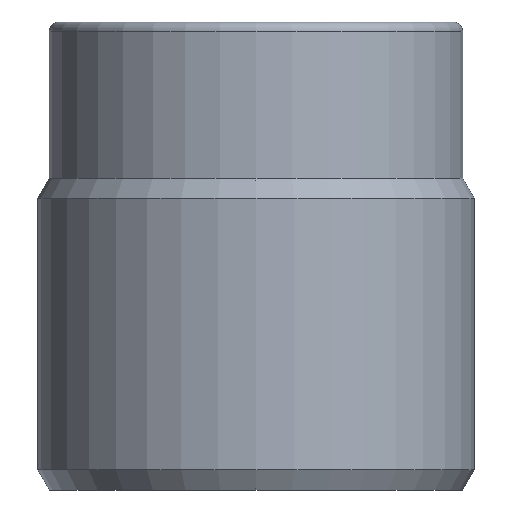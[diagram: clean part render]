
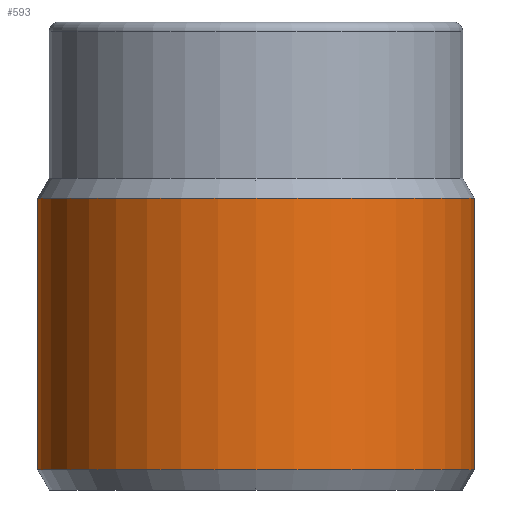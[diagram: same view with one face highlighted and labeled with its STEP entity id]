
A CAD part, left-side view. The second image highlights one B-rep face of the part: STEP entity #593.
In plain terms, the highlighted cylindrical face has radius 14 mm (diameter 28 mm), a partial arc.
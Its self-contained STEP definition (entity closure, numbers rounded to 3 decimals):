
#211=CARTESIAN_POINT('',(0.,0.,18.701));
#212=DIRECTION('',(0.,0.,1.));
#213=DIRECTION('',(0.,1.,0.));
#214=AXIS2_PLACEMENT_3D('',#211,#212,#213);
#219=CARTESIAN_POINT('',(0.,0.,1.299));
#220=DIRECTION('',(0.,0.,1.));
#221=DIRECTION('',(0.,1.,0.));
#222=AXIS2_PLACEMENT_3D('',#219,#220,#221);
#227=DIRECTION('',(0.,0.,1.));
#228=VECTOR('',#227,17.402);
#229=CARTESIAN_POINT('',(0.,14.,1.299));
#230=LINE('',#229,#228);
#242=DIRECTION('',(0.,0.,1.));
#243=VECTOR('',#242,17.402);
#244=CARTESIAN_POINT('',(0.,-14.,1.299));
#245=LINE('',#244,#243);
#373=CARTESIAN_POINT('',(0.,14.,1.299));
#374=CARTESIAN_POINT('',(0.,14.,18.701));
#375=VERTEX_POINT('',#373);
#376=VERTEX_POINT('',#374);
#377=CARTESIAN_POINT('',(0.,-14.,1.299));
#378=CARTESIAN_POINT('',(0.,-14.,18.701));
#379=VERTEX_POINT('',#377);
#380=VERTEX_POINT('',#378);
#579=CARTESIAN_POINT('',(0.,0.,-1.));
#580=DIRECTION('',(0.,0.,1.));
#581=DIRECTION('',(0.,1.,0.));
#582=AXIS2_PLACEMENT_3D('',#579,#580,#581);
#583=CYLINDRICAL_SURFACE('',#582,14.);
#585=ORIENTED_EDGE('',*,*,#584,.T.);
#586=ORIENTED_EDGE('',*,*,#562,.T.);
#588=ORIENTED_EDGE('',*,*,#587,.F.);
#590=ORIENTED_EDGE('',*,*,#589,.F.);
#591=EDGE_LOOP('',(#585,#586,#588,#590));
#592=FACE_OUTER_BOUND('',#591,.F.);
#593=ADVANCED_FACE('',(#592),#583,.T.);
#215=CIRCLE('',#214,14.);
#223=CIRCLE('',#222,14.);
#562=EDGE_CURVE('',#376,#380,#215,.T.);
#584=EDGE_CURVE('',#375,#376,#230,.T.);
#587=EDGE_CURVE('',#379,#380,#245,.T.);
#589=EDGE_CURVE('',#375,#379,#223,.T.);
